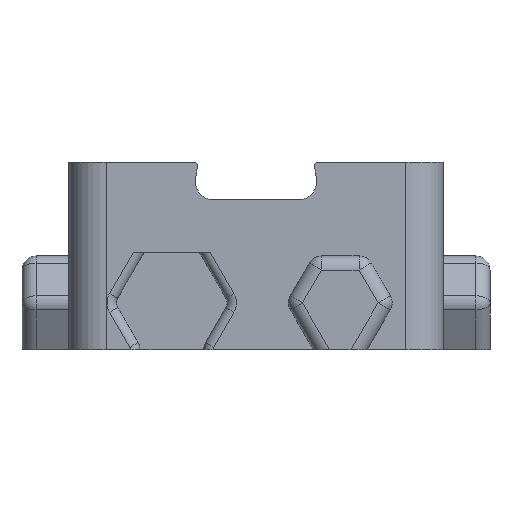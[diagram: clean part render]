
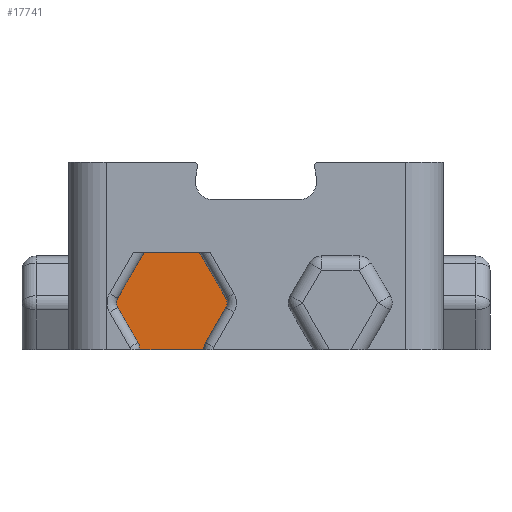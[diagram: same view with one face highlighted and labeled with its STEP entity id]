
A CAD part, front view. The second image highlights one B-rep face of the part: STEP entity #17741.
In plain terms, the highlighted planar face has unit normal (0, -1, 0).
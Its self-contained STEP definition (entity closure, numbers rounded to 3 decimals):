
#10560 = VERTEX_POINT('',#10561);
#10561 = CARTESIAN_POINT('',(-5.593,-14.75,0.)
  );
#10567 = EDGE_CURVE('',#10568,#10560,#10570,.T.);
#10568 = VERTEX_POINT('',#10569);
#10569 = CARTESIAN_POINT('',(-12.407,-14.75,0.)
  );
#10570 = LINE('',#10571,#10572);
#10571 = CARTESIAN_POINT('',(-12.407,-14.75,0.)
  );
#10572 = VECTOR('',#10573,1.);
#10573 = DIRECTION('',(1.,0.,0.));
#17721 = VERTEX_POINT('',#17722);
#17722 = CARTESIAN_POINT('',(-12.608,-14.75,0.75));
#17728 = EDGE_CURVE('',#17721,#10568,#17729,.T.);
#17729 = CIRCLE('',#17730,1.5);
#17730 = AXIS2_PLACEMENT_3D('',#17731,#17732,#17733);
#17731 = CARTESIAN_POINT('',(-13.907,-14.75,0.)
  );
#17732 = DIRECTION('',(0.,1.,0.));
#17733 = DIRECTION('',(-1.,0.,0.));
#17741 = ADVANCED_FACE('',(#17742),#17811,.T.);
#17742 = FACE_BOUND('',#17743,.T.);
#17743 = EDGE_LOOP('',(#17744,#17752,#17753,#17754,#17763,#17771,#17780,
    #17788,#17796,#17804));
#17744 = ORIENTED_EDGE('',*,*,#17745,.T.);
#17745 = EDGE_CURVE('',#17746,#17721,#17748,.T.);
#17746 = VERTEX_POINT('',#17747);
#17747 = CARTESIAN_POINT('',(-14.774,-14.75,4.5));
#17748 = LINE('',#17749,#17750);
#17749 = CARTESIAN_POINT('',(-14.774,-14.75,4.5));
#17750 = VECTOR('',#17751,1.);
#17751 = DIRECTION('',(0.5,0.,-0.866));
#17752 = ORIENTED_EDGE('',*,*,#17728,.T.);
#17753 = ORIENTED_EDGE('',*,*,#10567,.T.);
#17754 = ORIENTED_EDGE('',*,*,#17755,.T.);
#17755 = EDGE_CURVE('',#10560,#17756,#17758,.T.);
#17756 = VERTEX_POINT('',#17757);
#17757 = CARTESIAN_POINT('',(-5.392,-14.75,0.75));
#17758 = CIRCLE('',#17759,1.5);
#17759 = AXIS2_PLACEMENT_3D('',#17760,#17761,#17762);
#17760 = CARTESIAN_POINT('',(-4.093,-14.75,0.)
  );
#17761 = DIRECTION('',(0.,1.,0.));
#17762 = DIRECTION('',(-1.,0.,0.));
#17763 = ORIENTED_EDGE('',*,*,#17764,.T.);
#17764 = EDGE_CURVE('',#17756,#17765,#17767,.T.);
#17765 = VERTEX_POINT('',#17766);
#17766 = CARTESIAN_POINT('',(-3.226,-14.75,4.5));
#17767 = LINE('',#17768,#17769);
#17768 = CARTESIAN_POINT('',(-5.392,-14.75,0.75));
#17769 = VECTOR('',#17770,1.);
#17770 = DIRECTION('',(0.5,0.,0.866));
#17771 = ORIENTED_EDGE('',*,*,#17772,.F.);
#17772 = EDGE_CURVE('',#17773,#17765,#17775,.T.);
#17773 = VERTEX_POINT('',#17774);
#17774 = CARTESIAN_POINT('',(-3.226,-14.75,5.5));
#17775 = CIRCLE('',#17776,1.);
#17776 = AXIS2_PLACEMENT_3D('',#17777,#17778,#17779);
#17777 = CARTESIAN_POINT('',(-4.093,-14.75,5.));
#17778 = DIRECTION('',(0.,1.,0.));
#17779 = DIRECTION('',(-1.,0.,0.));
#17780 = ORIENTED_EDGE('',*,*,#17781,.T.);
#17781 = EDGE_CURVE('',#17773,#17782,#17784,.T.);
#17782 = VERTEX_POINT('',#17783);
#17783 = CARTESIAN_POINT('',(-6.056,-14.75,10.4));
#17784 = LINE('',#17785,#17786);
#17785 = CARTESIAN_POINT('',(-3.226,-14.75,5.5));
#17786 = VECTOR('',#17787,1.);
#17787 = DIRECTION('',(-0.5,0.,0.866));
#17788 = ORIENTED_EDGE('',*,*,#17789,.T.);
#17789 = EDGE_CURVE('',#17782,#17790,#17792,.T.);
#17790 = VERTEX_POINT('',#17791);
#17791 = CARTESIAN_POINT('',(-11.944,-14.75,10.4));
#17792 = LINE('',#17793,#17794);
#17793 = CARTESIAN_POINT('',(-6.056,-14.75,10.4));
#17794 = VECTOR('',#17795,1.);
#17795 = DIRECTION('',(-1.,0.,0.));
#17796 = ORIENTED_EDGE('',*,*,#17797,.T.);
#17797 = EDGE_CURVE('',#17790,#17798,#17800,.T.);
#17798 = VERTEX_POINT('',#17799);
#17799 = CARTESIAN_POINT('',(-14.774,-14.75,5.5));
#17800 = LINE('',#17801,#17802);
#17801 = CARTESIAN_POINT('',(-11.944,-14.75,10.4));
#17802 = VECTOR('',#17803,1.);
#17803 = DIRECTION('',(-0.5,0.,-0.866));
#17804 = ORIENTED_EDGE('',*,*,#17805,.F.);
#17805 = EDGE_CURVE('',#17746,#17798,#17806,.T.);
#17806 = CIRCLE('',#17807,1.);
#17807 = AXIS2_PLACEMENT_3D('',#17808,#17809,#17810);
#17808 = CARTESIAN_POINT('',(-13.907,-14.75,5.));
#17809 = DIRECTION('',(0.,1.,0.));
#17810 = DIRECTION('',(-1.,0.,0.));
#17811 = PLANE('',#17812);
#17812 = AXIS2_PLACEMENT_3D('',#17813,#17814,#17815);
#17813 = CARTESIAN_POINT('',(-9.,-14.75,5.091));
#17814 = DIRECTION('',(0.,-1.,0.));
#17815 = DIRECTION('',(0.,0.,1.));
